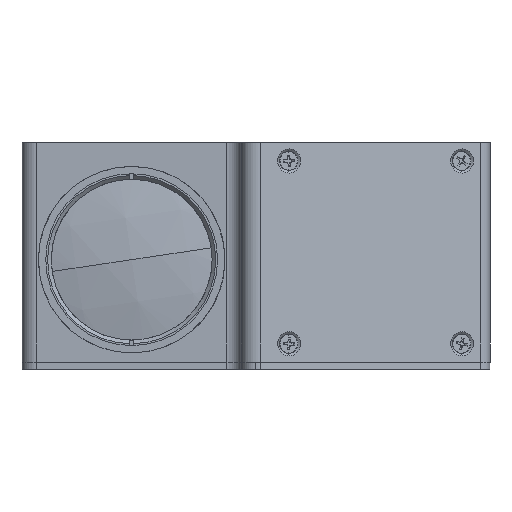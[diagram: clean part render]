
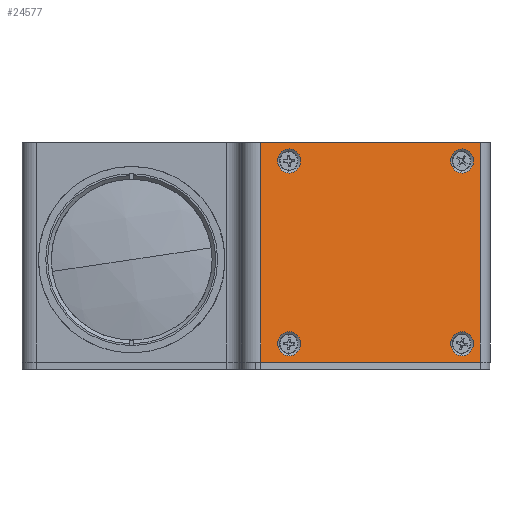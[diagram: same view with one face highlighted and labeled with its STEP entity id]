
A CAD part, left-side view. The second image highlights one B-rep face of the part: STEP entity #24577.
In plain terms, the highlighted planar face has unit normal (-0.946, -0.326, 0).
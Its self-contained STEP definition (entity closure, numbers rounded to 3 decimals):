
#10 = AXIS2_PLACEMENT_3D ( 'NONE', #10414, #707, #14271 ) ;
#46 = CIRCLE ( 'NONE', #14150, 3.3 ) ;
#145 = DIRECTION ( 'NONE',  ( 0., 0., 1. ) ) ;
#632 = PLANE ( 'NONE',  #10 ) ;
#707 = DIRECTION ( 'NONE',  ( -0.946, -0.326, 0. ) ) ;
#922 = EDGE_CURVE ( 'NONE', #8119, #7451, #46, .T. ) ;
#1166 = CARTESIAN_POINT ( 'NONE',  ( 50.503, -90.351, 23.7 ) ) ;
#1745 = CARTESIAN_POINT ( 'NONE',  ( 31.536, -35.267, 32. ) ) ;
#1992 = CIRCLE ( 'NONE', #12192, 3.3 ) ;
#2279 = DIRECTION ( 'NONE',  ( -0.946, -0.326, 0. ) ) ;
#2619 = LINE ( 'NONE', #13390, #11713 ) ;
#2676 = EDGE_CURVE ( 'NONE', #6380, #18060, #6661, .T. ) ;
#2834 = DIRECTION ( 'NONE',  ( -0.946, -0.326, 0. ) ) ;
#2966 = VERTEX_POINT ( 'NONE', #3445 ) ;
#2992 = CARTESIAN_POINT ( 'NONE',  ( 50.503, -90.351, 27. ) ) ;
#3127 = EDGE_CURVE ( 'NONE', #7451, #8119, #5745, .T. ) ;
#3204 = CARTESIAN_POINT ( 'NONE',  ( 50.503, -90.351, -26.3 ) ) ;
#3226 = ORIENTED_EDGE ( 'NONE', *, *, #25241, .F. ) ;
#3286 = CARTESIAN_POINT ( 'NONE',  ( 50.503, -90.351, 27. ) ) ;
#3445 = CARTESIAN_POINT ( 'NONE',  ( 50.503, -90.351, 30.3 ) ) ;
#3598 = VECTOR ( 'NONE', #8711, 1000. ) ;
#3955 = AXIS2_PLACEMENT_3D ( 'NONE', #6327, #17896, #15948 ) ;
#4161 = CIRCLE ( 'NONE', #5473, 3.3 ) ;
#4723 = CARTESIAN_POINT ( 'NONE',  ( 34.224, -43.075, -26.3 ) ) ;
#4942 = DIRECTION ( 'NONE',  ( 0., 0., 1. ) ) ;
#4943 = ORIENTED_EDGE ( 'NONE', *, *, #13215, .F. ) ;
#5043 = EDGE_CURVE ( 'NONE', #9307, #12077, #4161, .T. ) ;
#5233 = DIRECTION ( 'NONE',  ( 0., 0., 1. ) ) ;
#5239 = FACE_OUTER_BOUND ( 'NONE', #20471, .T. ) ;
#5473 = AXIS2_PLACEMENT_3D ( 'NONE', #14426, #2834, #16388 ) ;
#5609 = EDGE_CURVE ( 'NONE', #18516, #5860, #17811, .T. ) ;
#5745 = CIRCLE ( 'NONE', #11765, 3.3 ) ;
#5860 = VERTEX_POINT ( 'NONE', #9324 ) ;
#5899 = DIRECTION ( 'NONE',  ( -0.946, -0.326, 0. ) ) ;
#6327 = CARTESIAN_POINT ( 'NONE',  ( 50.503, -90.351, -23. ) ) ;
#6380 = VERTEX_POINT ( 'NONE', #19302 ) ;
#6461 = CARTESIAN_POINT ( 'NONE',  ( 52.208, -95.302, 2. ) ) ;
#6661 = CIRCLE ( 'NONE', #3955, 3.3 ) ;
#6760 = VERTEX_POINT ( 'NONE', #1745 ) ;
#6831 = ORIENTED_EDGE ( 'NONE', *, *, #8738, .F. ) ;
#7451 = VERTEX_POINT ( 'NONE', #14058 ) ;
#7537 = VECTOR ( 'NONE', #20008, 1000. ) ;
#8024 = VECTOR ( 'NONE', #16941, 1000. ) ;
#8119 = VERTEX_POINT ( 'NONE', #4723 ) ;
#8711 = DIRECTION ( 'NONE',  ( 0., 0., -1. ) ) ;
#8738 = EDGE_CURVE ( 'NONE', #18516, #10246, #21996, .T. ) ;
#8993 = EDGE_LOOP ( 'NONE', ( #10592, #9137 ) ) ;
#9081 = EDGE_CURVE ( 'NONE', #10698, #2966, #14651, .T. ) ;
#9137 = ORIENTED_EDGE ( 'NONE', *, *, #13265, .F. ) ;
#9307 = VERTEX_POINT ( 'NONE', #23285 ) ;
#9324 = CARTESIAN_POINT ( 'NONE',  ( 52.208, -95.302, 32. ) ) ;
#9614 = CARTESIAN_POINT ( 'NONE',  ( 52.208, -95.302, -28. ) ) ;
#9698 = DIRECTION ( 'NONE',  ( -0.946, -0.326, 0. ) ) ;
#10246 = VERTEX_POINT ( 'NONE', #15078 ) ;
#10409 = FACE_BOUND ( 'NONE', #10540, .T. ) ;
#10414 = CARTESIAN_POINT ( 'NONE',  ( 42.019, -65.711, 2. ) ) ;
#10540 = EDGE_LOOP ( 'NONE', ( #3226, #17172 ) ) ;
#10592 = ORIENTED_EDGE ( 'NONE', *, *, #5043, .F. ) ;
#10698 = VERTEX_POINT ( 'NONE', #1166 ) ;
#11008 = FACE_BOUND ( 'NONE', #12821, .T. ) ;
#11262 = AXIS2_PLACEMENT_3D ( 'NONE', #2992, #16531, #4942 ) ;
#11472 = DIRECTION ( 'NONE',  ( 0.326, -0.946, 0. ) ) ;
#11713 = VECTOR ( 'NONE', #11472, 1000. ) ;
#11765 = AXIS2_PLACEMENT_3D ( 'NONE', #17491, #5899, #19441 ) ;
#11797 = DIRECTION ( 'NONE',  ( -0.946, -0.326, 0. ) ) ;
#12077 = VERTEX_POINT ( 'NONE', #21547 ) ;
#12192 = AXIS2_PLACEMENT_3D ( 'NONE', #23421, #11797, #145 ) ;
#12364 = ORIENTED_EDGE ( 'NONE', *, *, #2676, .F. ) ;
#12821 = EDGE_LOOP ( 'NONE', ( #12364, #19251 ) ) ;
#13215 = EDGE_CURVE ( 'NONE', #6760, #5860, #2619, .T. ) ;
#13265 = EDGE_CURVE ( 'NONE', #12077, #9307, #1992, .T. ) ;
#13390 = CARTESIAN_POINT ( 'NONE',  ( 54.439, -101.782, 32. ) ) ;
#13710 = DIRECTION ( 'NONE',  ( 0., 0., 1. ) ) ;
#14052 = ORIENTED_EDGE ( 'NONE', *, *, #14815, .T. ) ;
#14058 = CARTESIAN_POINT ( 'NONE',  ( 34.224, -43.075, -19.7 ) ) ;
#14150 = AXIS2_PLACEMENT_3D ( 'NONE', #23843, #2279, #13710 ) ;
#14271 = DIRECTION ( 'NONE',  ( 0., 0., 1. ) ) ;
#14426 = CARTESIAN_POINT ( 'NONE',  ( 34.224, -43.075, 27. ) ) ;
#14651 = CIRCLE ( 'NONE', #18786, 3.3 ) ;
#14815 = EDGE_CURVE ( 'NONE', #6760, #10246, #15112, .T. ) ;
#14979 = CARTESIAN_POINT ( 'NONE',  ( 54.439, -101.782, -28. ) ) ;
#15078 = CARTESIAN_POINT ( 'NONE',  ( 31.536, -35.267, -28. ) ) ;
#15112 = LINE ( 'NONE', #18348, #3598 ) ;
#15526 = FACE_BOUND ( 'NONE', #8993, .T. ) ;
#15948 = DIRECTION ( 'NONE',  ( 0., 0., 1. ) ) ;
#16388 = DIRECTION ( 'NONE',  ( 0., 0., 1. ) ) ;
#16531 = DIRECTION ( 'NONE',  ( -0.946, -0.326, 0. ) ) ;
#16815 = DIRECTION ( 'NONE',  ( -0.946, -0.326, 0. ) ) ;
#16915 = AXIS2_PLACEMENT_3D ( 'NONE', #21315, #9698, #23272 ) ;
#16941 = DIRECTION ( 'NONE',  ( -0.326, 0.946, 0. ) ) ;
#17172 = ORIENTED_EDGE ( 'NONE', *, *, #9081, .F. ) ;
#17491 = CARTESIAN_POINT ( 'NONE',  ( 34.224, -43.075, -23. ) ) ;
#17811 = LINE ( 'NONE', #6461, #7537 ) ;
#17848 = ORIENTED_EDGE ( 'NONE', *, *, #3127, .F. ) ;
#17896 = DIRECTION ( 'NONE',  ( -0.946, -0.326, 0. ) ) ;
#18060 = VERTEX_POINT ( 'NONE', #3204 ) ;
#18348 = CARTESIAN_POINT ( 'NONE',  ( 31.536, -35.267, 2. ) ) ;
#18516 = VERTEX_POINT ( 'NONE', #9614 ) ;
#18786 = AXIS2_PLACEMENT_3D ( 'NONE', #3286, #16815, #5233 ) ;
#19251 = ORIENTED_EDGE ( 'NONE', *, *, #24966, .F. ) ;
#19302 = CARTESIAN_POINT ( 'NONE',  ( 50.503, -90.351, -19.7 ) ) ;
#19441 = DIRECTION ( 'NONE',  ( 0., 0., 1. ) ) ;
#20008 = DIRECTION ( 'NONE',  ( 0., 0., 1. ) ) ;
#20053 = CIRCLE ( 'NONE', #11262, 3.3 ) ;
#20471 = EDGE_LOOP ( 'NONE', ( #6831, #22193, #4943, #14052 ) ) ;
#20691 = FACE_BOUND ( 'NONE', #23892, .T. ) ;
#21315 = CARTESIAN_POINT ( 'NONE',  ( 50.503, -90.351, -23. ) ) ;
#21547 = CARTESIAN_POINT ( 'NONE',  ( 34.224, -43.075, 23.7 ) ) ;
#21996 = LINE ( 'NONE', #14979, #8024 ) ;
#22193 = ORIENTED_EDGE ( 'NONE', *, *, #5609, .T. ) ;
#23272 = DIRECTION ( 'NONE',  ( 0., 0., 1. ) ) ;
#23285 = CARTESIAN_POINT ( 'NONE',  ( 34.224, -43.075, 30.3 ) ) ;
#23421 = CARTESIAN_POINT ( 'NONE',  ( 34.224, -43.075, 27. ) ) ;
#23744 = CIRCLE ( 'NONE', #16915, 3.3 ) ;
#23843 = CARTESIAN_POINT ( 'NONE',  ( 34.224, -43.075, -23. ) ) ;
#23892 = EDGE_LOOP ( 'NONE', ( #17848, #24631 ) ) ;
#24577 = ADVANCED_FACE ( 'NONE', ( #10409, #11008, #20691, #15526, #5239 ), #632, .T. ) ;
#24631 = ORIENTED_EDGE ( 'NONE', *, *, #922, .F. ) ;
#24966 = EDGE_CURVE ( 'NONE', #18060, #6380, #23744, .T. ) ;
#25241 = EDGE_CURVE ( 'NONE', #2966, #10698, #20053, .T. ) ;
